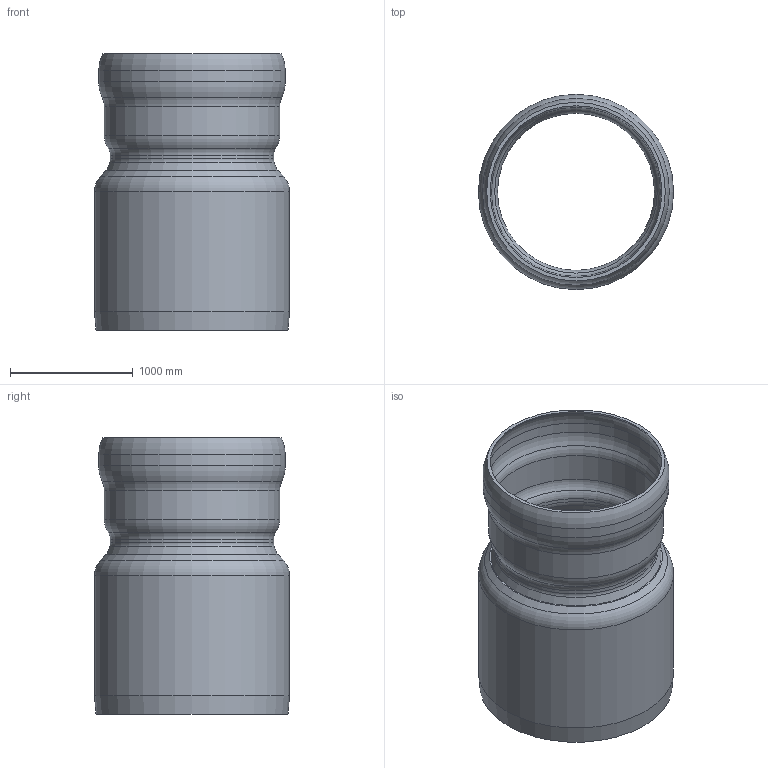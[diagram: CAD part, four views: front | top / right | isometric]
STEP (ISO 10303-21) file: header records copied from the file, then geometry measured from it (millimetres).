
FILE_DESCRIPTION(/* description */ (''),/* implementation_level */ '2;1');
FILE_NAME(/* name */ '00600.EF0X_3D.stp',/* time_stamp */ '2024-12-11T12:58:03+01:00',/* author */ ('CAD'),/* organization */ (''),/* preprocessor_version */ 'ST-DEVELOPER v20',/* originating_system */ 'AutoCAD Mechanical',/* authorisation */ '');
FILE_SCHEMA (('AUTOMOTIVE_DESIGN { 1 0 10303 214 3 1 1 }'));
Length unit declared in the file: centimetre
Products named in the file (1): Product
Bounding box: 1590 x 1590 x 2250 mm (x, y, z)
Volume: 271514360.8 mm3; surface area: 22156741.5 mm2
Topology: 2 solids, 2 shells, 33 faces, 81 edges, 52 vertices
Faces by surface type: torus 14, cone 8, cylinder 7, plane 4
Full cylindrical faces by diameter (mm): 1280 x1, 1330 x1, 1380 x1, 1430 x1, 1470 x1, 1540 x1, 1590 x1
Entity records: 1043 total; most frequent: DIRECTION 215, CARTESIAN_POINT 167, ORIENTED_EDGE 162, AXIS2_PLACEMENT_3D 100, EDGE_CURVE 81, CIRCLE 66, VERTEX_POINT 52, EDGE_LOOP 37
